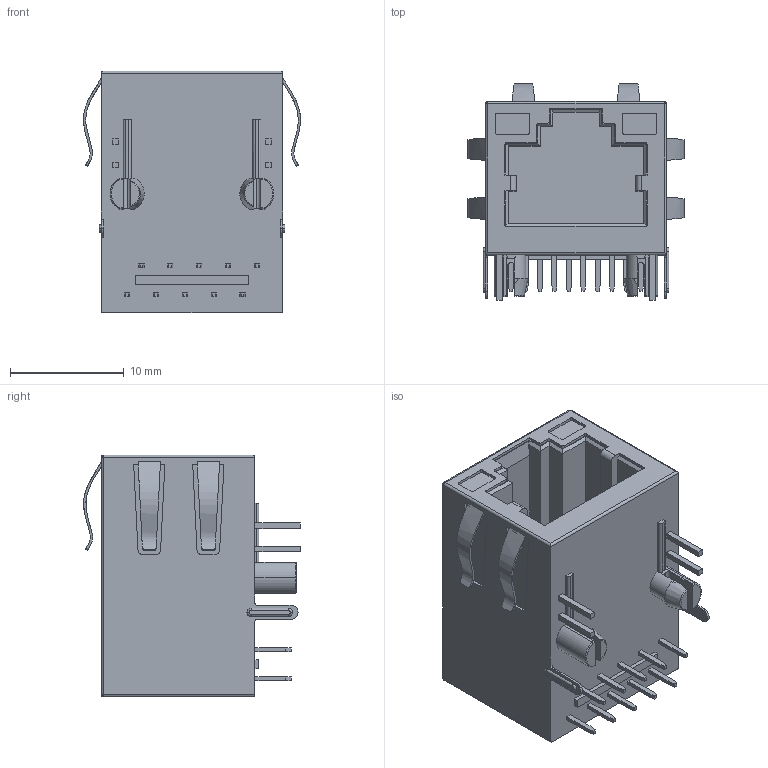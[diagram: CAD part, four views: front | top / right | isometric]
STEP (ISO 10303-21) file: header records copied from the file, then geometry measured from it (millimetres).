
FILE_DESCRIPTION (( 'STEP AP214' ), '1' );
FILE_NAME ('TMJ16611AENL.STEP', '2022-11-04T11:04:45', ( '' ), ( '' ), 'SwSTEP 2.0', 'SolidWorks 2022', '' );
FILE_SCHEMA (( 'AUTOMOTIVE_DESIGN' ));
Length unit declared in the file: millimetre
Products named in the file (1): TMJ16611AENL
Bounding box: 19.11 x 19.08 x 21.3 mm (x, y, z)
Volume: 3716 mm3; surface area: 2519.2 mm2
Topology: 1 solids, 1 shells, 723 faces, 1916 edges, 1260 vertices
Faces by surface type: plane 488, bspline 126, cylinder 91, sphere 8, torus 8, cone 2
Entity records: 29903 total; most frequent: CARTESIAN_POINT 12717, ORIENTED_EDGE 3832, DIRECTION 2992, EDGE_CURVE 1916, VECTOR 1444, LINE 1444, VERTEX_POINT 1260, EDGE_LOOP 788
